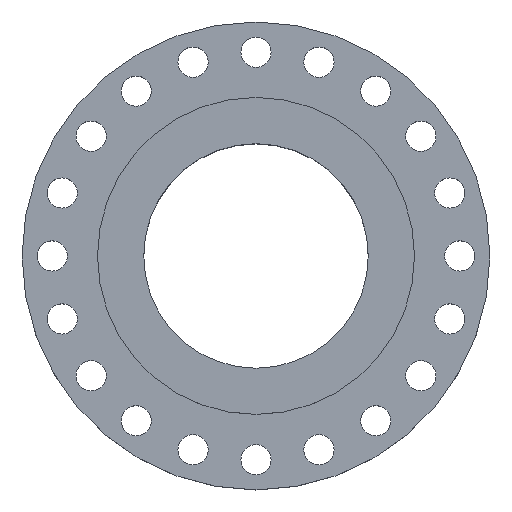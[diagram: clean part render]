
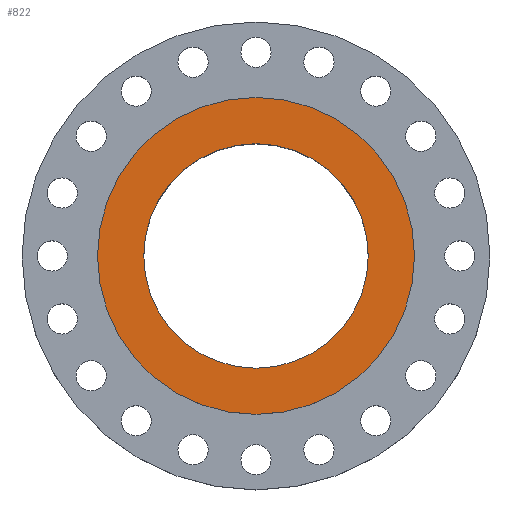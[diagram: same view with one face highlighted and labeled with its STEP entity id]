
A CAD part, top view. The second image highlights one B-rep face of the part: STEP entity #822.
In plain terms, the highlighted planar face has unit normal (0, 0, 1).
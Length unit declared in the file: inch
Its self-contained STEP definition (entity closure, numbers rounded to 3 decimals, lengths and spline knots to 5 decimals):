
#25 = CARTESIAN_POINT ( 'NONE',  ( 0., 0., 0. ) ) ;
#65 = DIRECTION ( 'NONE',  ( -1., 0., 0. ) ) ;
#90 = AXIS2_PLACEMENT_3D ( 'NONE', #1263, #946, #1596 ) ;
#217 = CIRCLE ( 'NONE', #2046, 10.5 ) ;
#260 = DIRECTION ( 'NONE',  ( 1., 0., 0. ) ) ;
#277 = ORIENTED_EDGE ( 'NONE', *, *, #528, .F. ) ;
#346 = AXIS2_PLACEMENT_3D ( 'NONE', #25, #1000, #1650 ) ;
#528 = EDGE_CURVE ( 'NONE', #1723, #560, #795, .T. ) ;
#538 = CARTESIAN_POINT ( 'NONE',  ( -10.5, 0., 0. ) ) ;
#560 = VERTEX_POINT ( 'NONE', #1105 ) ;
#605 = ORIENTED_EDGE ( 'NONE', *, *, #1893, .F. ) ;
#731 = VERTEX_POINT ( 'NONE', #1097 ) ;
#757 = AXIS2_PLACEMENT_3D ( 'NONE', #1145, #1510, #65 ) ;
#768 = CARTESIAN_POINT ( 'NONE',  ( 7.4375, 0., 0. ) ) ;
#769 = CARTESIAN_POINT ( 'NONE',  ( 0., 0., 0. ) ) ;
#781 = ORIENTED_EDGE ( 'NONE', *, *, #1958, .T. ) ;
#795 = CIRCLE ( 'NONE', #889, 7.4375 ) ;
#815 = VERTEX_POINT ( 'NONE', #538 ) ;
#822 = ADVANCED_FACE ( 'NONE', ( #1464, #1175 ), #868, .F. ) ;
#865 = EDGE_LOOP ( 'NONE', ( #277, #605 ) ) ;
#868 = PLANE ( 'NONE',  #757 ) ;
#889 = AXIS2_PLACEMENT_3D ( 'NONE', #959, #1921, #928 ) ;
#928 = DIRECTION ( 'NONE',  ( 1., 0., 0. ) ) ;
#929 = CIRCLE ( 'NONE', #90, 7.4375 ) ;
#946 = DIRECTION ( 'NONE',  ( 0., 0., 1. ) ) ;
#959 = CARTESIAN_POINT ( 'NONE',  ( 0., 0., 0. ) ) ;
#1000 = DIRECTION ( 'NONE',  ( 0., 0., 1. ) ) ;
#1067 = DIRECTION ( 'NONE',  ( 0., 0., 1. ) ) ;
#1097 = CARTESIAN_POINT ( 'NONE',  ( 10.5, 0., 0. ) ) ;
#1105 = CARTESIAN_POINT ( 'NONE',  ( -7.4375, 0., 0. ) ) ;
#1140 = EDGE_CURVE ( 'NONE', #815, #731, #1936, .T. ) ;
#1145 = CARTESIAN_POINT ( 'NONE',  ( 0., 7.4375, 0. ) ) ;
#1169 = EDGE_LOOP ( 'NONE', ( #781, #1316 ) ) ;
#1175 = FACE_OUTER_BOUND ( 'NONE', #1169, .T. ) ;
#1263 = CARTESIAN_POINT ( 'NONE',  ( 0., 0., 0. ) ) ;
#1316 = ORIENTED_EDGE ( 'NONE', *, *, #1140, .T. ) ;
#1464 = FACE_BOUND ( 'NONE', #865, .T. ) ;
#1510 = DIRECTION ( 'NONE',  ( 0., 0., -1. ) ) ;
#1596 = DIRECTION ( 'NONE',  ( 1., 0., 0. ) ) ;
#1650 = DIRECTION ( 'NONE',  ( 1., 0., 0. ) ) ;
#1723 = VERTEX_POINT ( 'NONE', #768 ) ;
#1893 = EDGE_CURVE ( 'NONE', #560, #1723, #929, .T. ) ;
#1921 = DIRECTION ( 'NONE',  ( 0., 0., 1. ) ) ;
#1936 = CIRCLE ( 'NONE', #346, 10.5 ) ;
#1958 = EDGE_CURVE ( 'NONE', #731, #815, #217, .T. ) ;
#2046 = AXIS2_PLACEMENT_3D ( 'NONE', #769, #1067, #260 ) ;
